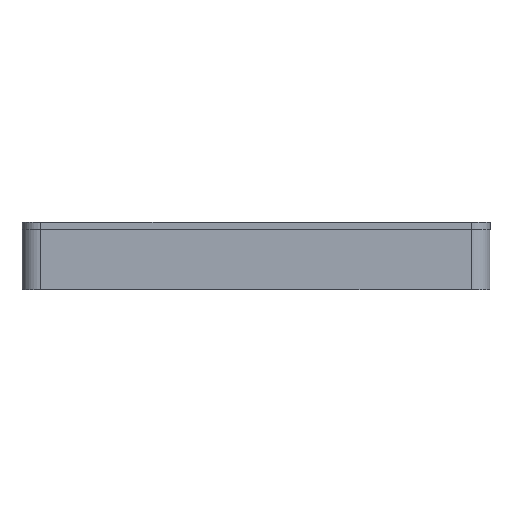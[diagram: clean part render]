
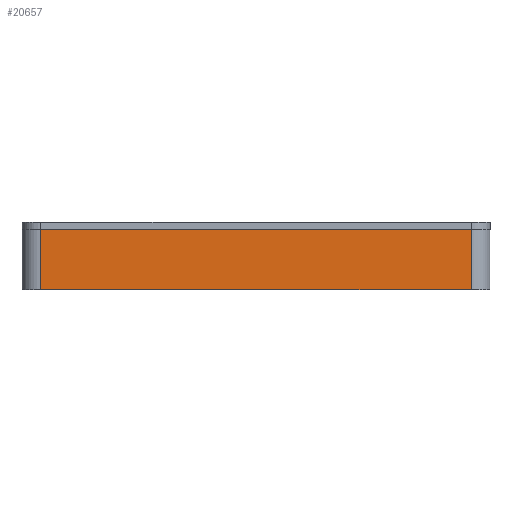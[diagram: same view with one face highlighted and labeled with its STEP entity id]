
A CAD part, front view. The second image highlights one B-rep face of the part: STEP entity #20657.
In plain terms, the highlighted planar face has unit normal (0, -1, 0).
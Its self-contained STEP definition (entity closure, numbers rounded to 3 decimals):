
#1170=PLANE('',#22059);
#1871=FACE_OUTER_BOUND('',#3006,.T.);
#3006=EDGE_LOOP('',(#14938,#14939,#14940,#14941));
#4711=LINE('',#30563,#6733);
#4722=LINE('',#30597,#6744);
#4723=LINE('',#30600,#6745);
#4724=LINE('',#30601,#6746);
#6733=VECTOR('',#24508,10.);
#6744=VECTOR('',#24537,10.);
#6745=VECTOR('',#24540,10.);
#6746=VECTOR('',#24541,10.);
#9622=VERTEX_POINT('',#30560);
#9623=VERTEX_POINT('',#30562);
#9637=VERTEX_POINT('',#30595);
#9638=VERTEX_POINT('',#30599);
#11672=EDGE_CURVE('',#9622,#9623,#4711,.T.);
#11690=EDGE_CURVE('',#9637,#9622,#4722,.T.);
#11691=EDGE_CURVE('',#9638,#9637,#4723,.T.);
#11692=EDGE_CURVE('',#9623,#9638,#4724,.T.);
#14938=ORIENTED_EDGE('',*,*,#11690,.F.);
#14939=ORIENTED_EDGE('',*,*,#11691,.F.);
#14940=ORIENTED_EDGE('',*,*,#11692,.F.);
#14941=ORIENTED_EDGE('',*,*,#11672,.F.);
#20657=ADVANCED_FACE('',(#1871),#1170,.T.);
#22059=AXIS2_PLACEMENT_3D('',#30598,#24538,#24539);
#24508=DIRECTION('',(1.,0.,0.));
#24537=DIRECTION('',(0.,0.,1.));
#24538=DIRECTION('center_axis',(0.,-1.,0.));
#24539=DIRECTION('ref_axis',(1.,0.,0.));
#24540=DIRECTION('',(-1.,0.,0.));
#24541=DIRECTION('',(0.,0.,-1.));
#30560=CARTESIAN_POINT('',(-45.5,-45.7,13.));
#30562=CARTESIAN_POINT('',(46.5,-45.7,13.));
#30563=CARTESIAN_POINT('',(50.5,-45.7,13.));
#30595=CARTESIAN_POINT('',(-45.5,-45.7,0.));
#30597=CARTESIAN_POINT('',(-45.5,-45.7,0.));
#30598=CARTESIAN_POINT('Origin',(-49.5,-45.7,0.));
#30599=CARTESIAN_POINT('',(46.5,-45.7,0.));
#30600=CARTESIAN_POINT('',(50.5,-45.7,0.));
#30601=CARTESIAN_POINT('',(46.5,-45.7,0.));
